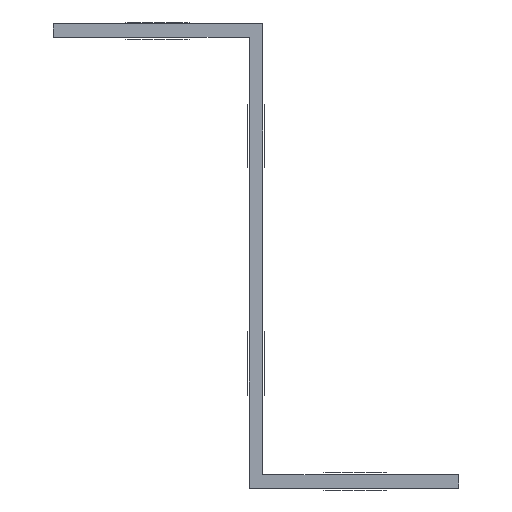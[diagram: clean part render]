
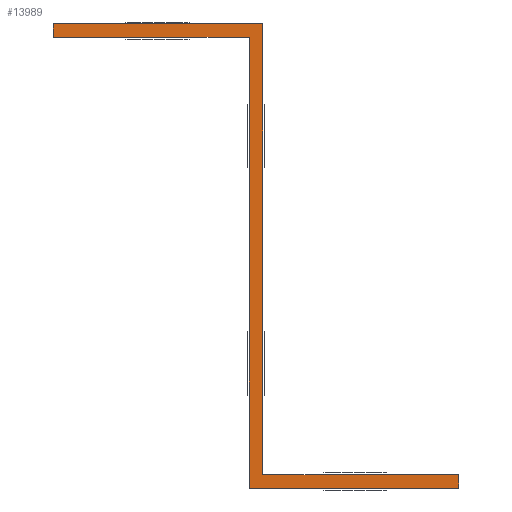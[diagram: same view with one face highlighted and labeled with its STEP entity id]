
A CAD part, left-side view. The second image highlights one B-rep face of the part: STEP entity #13989.
In plain terms, the highlighted planar face has unit normal (-1, 0, 0).
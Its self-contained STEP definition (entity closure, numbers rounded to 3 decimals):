
#1223=FACE_OUTER_BOUND('',#1833,.T.);
#1833=EDGE_LOOP('',(#12749,#12750,#12751,#12752,#12753,#12754,#12755,#12756));
#4238=LINE('',#27256,#5462);
#4241=LINE('',#27262,#5465);
#4244=LINE('',#27268,#5468);
#4249=LINE('',#27277,#5473);
#4252=LINE('',#27283,#5476);
#4255=LINE('',#27289,#5479);
#4256=LINE('',#27292,#5480);
#4257=LINE('',#27293,#5481);
#5462=VECTOR('',#21809,1.);
#5465=VECTOR('',#21814,1.);
#5468=VECTOR('',#21819,1.);
#5473=VECTOR('',#21826,1.);
#5476=VECTOR('',#21831,1.);
#5479=VECTOR('',#21836,1.);
#5480=VECTOR('',#21839,1.);
#5481=VECTOR('',#21840,1.);
#7886=VERTEX_POINT('',#27253);
#7887=VERTEX_POINT('',#27255);
#7889=VERTEX_POINT('',#27261);
#7891=VERTEX_POINT('',#27267);
#7894=VERTEX_POINT('',#27274);
#7896=VERTEX_POINT('',#27281);
#7898=VERTEX_POINT('',#27287);
#7899=VERTEX_POINT('',#27291);
#10302=EDGE_CURVE('',#7887,#7886,#4238,.T.);
#10305=EDGE_CURVE('',#7889,#7887,#4241,.T.);
#10308=EDGE_CURVE('',#7891,#7889,#4244,.T.);
#10313=EDGE_CURVE('',#7891,#7894,#4249,.T.);
#10316=EDGE_CURVE('',#7896,#7886,#4252,.T.);
#10319=EDGE_CURVE('',#7898,#7896,#4255,.T.);
#10320=EDGE_CURVE('',#7899,#7898,#4256,.T.);
#10321=EDGE_CURVE('',#7894,#7899,#4257,.T.);
#12749=ORIENTED_EDGE('',*,*,#10313,.F.);
#12750=ORIENTED_EDGE('',*,*,#10308,.T.);
#12751=ORIENTED_EDGE('',*,*,#10305,.T.);
#12752=ORIENTED_EDGE('',*,*,#10302,.T.);
#12753=ORIENTED_EDGE('',*,*,#10316,.F.);
#12754=ORIENTED_EDGE('',*,*,#10319,.F.);
#12755=ORIENTED_EDGE('',*,*,#10320,.F.);
#12756=ORIENTED_EDGE('',*,*,#10321,.F.);
#13379=PLANE('',#17000);
#13989=ADVANCED_FACE('',(#1223),#13379,.F.);
#17000=AXIS2_PLACEMENT_3D('',#27290,#21837,#21838);
#21809=DIRECTION('',(0.,-1.,0.));
#21814=DIRECTION('',(0.,0.,-1.));
#21819=DIRECTION('',(0.,1.,0.));
#21826=DIRECTION('',(0.,0.,-1.));
#21831=DIRECTION('',(0.,0.,1.));
#21836=DIRECTION('',(0.,1.,0.));
#21837=DIRECTION('center_axis',(1.,0.,0.));
#21838=DIRECTION('ref_axis',(0.,0.,-1.));
#21839=DIRECTION('',(0.,0.,-1.));
#21840=DIRECTION('',(0.,-1.,0.));
#27253=CARTESIAN_POINT('',(23.878,47.25,49.667));
#27255=CARTESIAN_POINT('',(23.878,68.9,49.667));
#27256=CARTESIAN_POINT('',(23.878,45.9,49.667));
#27261=CARTESIAN_POINT('',(23.878,68.9,51.167));
#27262=CARTESIAN_POINT('',(23.878,68.9,49.817));
#27267=CARTESIAN_POINT('',(23.878,45.75,51.167));
#27268=CARTESIAN_POINT('',(23.878,45.9,51.167));
#27274=CARTESIAN_POINT('',(23.878,45.75,1.367));
#27277=CARTESIAN_POINT('',(23.878,45.75,51.167));
#27281=CARTESIAN_POINT('',(23.878,47.25,-0.133));
#27283=CARTESIAN_POINT('',(23.878,47.25,-0.133));
#27287=CARTESIAN_POINT('',(23.878,24.1,-0.133));
#27289=CARTESIAN_POINT('',(23.878,24.1,-0.133));
#27290=CARTESIAN_POINT('Origin',(23.878,35.6,0.692));
#27291=CARTESIAN_POINT('',(23.878,24.1,1.367));
#27292=CARTESIAN_POINT('',(23.878,24.1,1.367));
#27293=CARTESIAN_POINT('',(23.878,47.1,1.367));
